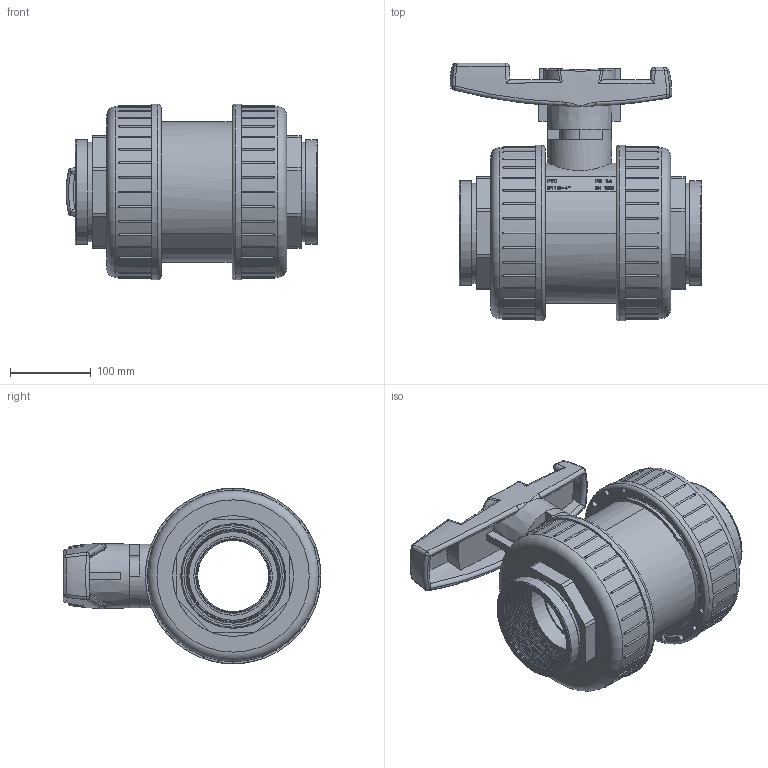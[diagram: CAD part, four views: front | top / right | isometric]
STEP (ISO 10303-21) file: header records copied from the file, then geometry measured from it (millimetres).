
FILE_DESCRIPTION(/* description */ (''),/* implementation_level */ '2;1');
FILE_NAME(/* name */ 'AKX972.000.110.step',/* time_stamp */ '2025-12-30T13:59:00+01:00',/* author */ (''),/* organization */ (''),/* preprocessor_version */ 'ST-DEVELOPER v20.1',/* originating_system */ 'Autodesk Translation Framework v14.21.0.0',/* authorisation */ '');
FILE_SCHEMA (('AUTOMOTIVE_DESIGN { 1 0 10303 214 3 1 1 }'));
Products named in the file (1): 2025-12-30-12-42-20-055
Bounding box: 312.74 x 320.16 x 218.08 mm (x, y, z)
Volume: 5954101.8 mm3; surface area: 1155324.3 mm2
Topology: 18 solids, 18 shells, 1232 faces, 3405 edges, 2227 vertices
Faces by surface type: plane 563, cylinder 351, bspline 170, sphere 85, torus 60, cone 3
Full cylindrical faces by diameter (mm): 4.59 x1, 6.12 x1, 39.44 x4, 48.72 x3, 51.04 x1, 53.36 x2, 58 x1, 79.196 x1, 88.16 x1, 90.48 x2, 92.8 x2, 97.4 x2, 104.864 x3, 106.72 x1, 109.04 x3, 110.072 x34, 113.03 x36, 115 x2, 117 x2, 117.392 x3, 118.32 x1, 124 x2, 128.76 x1, 129 x2, 130 x2, 130.245 x3, 137.808 x3, 142.68 x1, 149.7 x2, 150 x2
Entity records: 152747 total; most frequent: CARTESIAN_POINT 122428, ORIENTED_EDGE 6706, DIRECTION 5812, EDGE_CURVE 3353, VERTEX_POINT 2227, AXIS2_PLACEMENT_3D 2153, LINE 1506, VECTOR 1506
